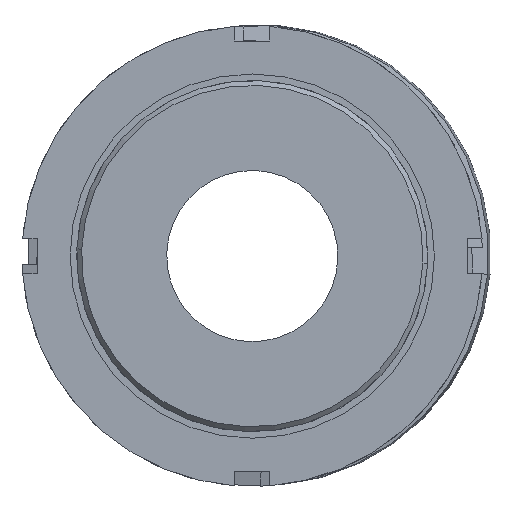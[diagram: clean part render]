
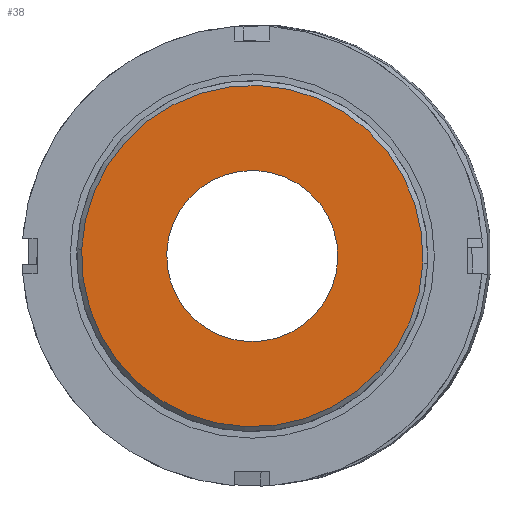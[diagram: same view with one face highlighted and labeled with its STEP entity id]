
A CAD part, front view. The second image highlights one B-rep face of the part: STEP entity #38.
In plain terms, the highlighted planar face has unit normal (0, -1, 0).
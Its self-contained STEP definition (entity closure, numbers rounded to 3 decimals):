
#6 = FACE_OUTER_BOUND ( 'NONE', #1673, .T. ) ;
#16 = CARTESIAN_POINT ( 'NONE',  ( 0., 26.868, 0. ) ) ;
#29 = EDGE_CURVE ( 'NONE', #992, #724, #1995, .T. ) ;
#38 = ADVANCED_FACE ( 'NONE', ( #6, #534 ), #2578, .F. ) ;
#94 = ORIENTED_EDGE ( 'NONE', *, *, #29, .T. ) ;
#116 = AXIS2_PLACEMENT_3D ( 'NONE', #2738, #465, #2711 ) ;
#349 = CARTESIAN_POINT ( 'NONE',  ( -38.9, 26.868, 0. ) ) ;
#411 = DIRECTION ( 'NONE',  ( 0., 1., 0. ) ) ;
#465 = DIRECTION ( 'NONE',  ( 0., 1., 0. ) ) ;
#534 = FACE_BOUND ( 'NONE', #1019, .T. ) ;
#576 = CARTESIAN_POINT ( 'NONE',  ( 38.9, 26.868, 0. ) ) ;
#663 = CIRCLE ( 'NONE', #116, 19.5 ) ;
#724 = VERTEX_POINT ( 'NONE', #1687 ) ;
#775 = CARTESIAN_POINT ( 'NONE',  ( 0., 26.868, 0. ) ) ;
#802 = AXIS2_PLACEMENT_3D ( 'NONE', #2160, #411, #2171 ) ;
#821 = ORIENTED_EDGE ( 'NONE', *, *, #858, .F. ) ;
#823 = CIRCLE ( 'NONE', #2710, 38.9 ) ;
#824 = VERTEX_POINT ( 'NONE', #349 ) ;
#858 = EDGE_CURVE ( 'NONE', #824, #3102, #823, .T. ) ;
#992 = VERTEX_POINT ( 'NONE', #1052 ) ;
#1006 = DIRECTION ( 'NONE',  ( 0., 1., 0. ) ) ;
#1019 = EDGE_LOOP ( 'NONE', ( #1242, #94 ) ) ;
#1052 = CARTESIAN_POINT ( 'NONE',  ( 19.5, 26.868, 0. ) ) ;
#1242 = ORIENTED_EDGE ( 'NONE', *, *, #2763, .T. ) ;
#1270 = DIRECTION ( 'NONE',  ( -1., 0., 0. ) ) ;
#1540 = DIRECTION ( 'NONE',  ( 0., 1., 0. ) ) ;
#1627 = AXIS2_PLACEMENT_3D ( 'NONE', #775, #1802, #2057 ) ;
#1673 = EDGE_LOOP ( 'NONE', ( #821, #2320 ) ) ;
#1687 = CARTESIAN_POINT ( 'NONE',  ( -19.5, 26.868, 0. ) ) ;
#1802 = DIRECTION ( 'NONE',  ( 0., 1., 0. ) ) ;
#1830 = AXIS2_PLACEMENT_3D ( 'NONE', #2350, #1540, #2075 ) ;
#1995 = CIRCLE ( 'NONE', #1627, 19.5 ) ;
#2057 = DIRECTION ( 'NONE',  ( -1., 0., 0. ) ) ;
#2075 = DIRECTION ( 'NONE',  ( -1., 0., 0. ) ) ;
#2160 = CARTESIAN_POINT ( 'NONE',  ( 0., 26.868, 0. ) ) ;
#2171 = DIRECTION ( 'NONE',  ( -1., 0., 0. ) ) ;
#2320 = ORIENTED_EDGE ( 'NONE', *, *, #3210, .F. ) ;
#2350 = CARTESIAN_POINT ( 'NONE',  ( 19.5, 26.868, 0. ) ) ;
#2578 = PLANE ( 'NONE',  #1830 ) ;
#2710 = AXIS2_PLACEMENT_3D ( 'NONE', #16, #1006, #1270 ) ;
#2711 = DIRECTION ( 'NONE',  ( -1., 0., 0. ) ) ;
#2738 = CARTESIAN_POINT ( 'NONE',  ( 0., 26.868, 0. ) ) ;
#2763 = EDGE_CURVE ( 'NONE', #724, #992, #663, .T. ) ;
#2948 = CIRCLE ( 'NONE', #802, 38.9 ) ;
#3102 = VERTEX_POINT ( 'NONE', #576 ) ;
#3210 = EDGE_CURVE ( 'NONE', #3102, #824, #2948, .T. ) ;
